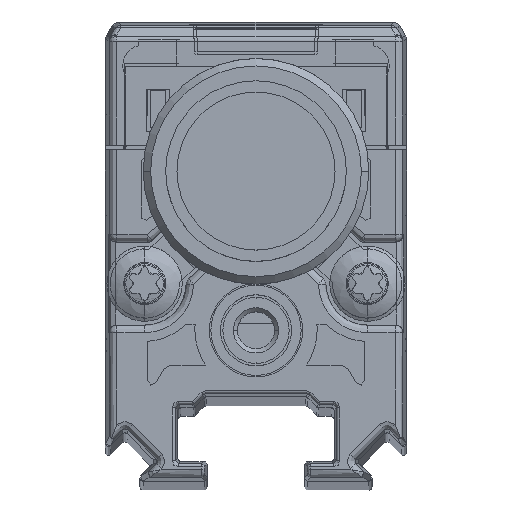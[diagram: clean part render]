
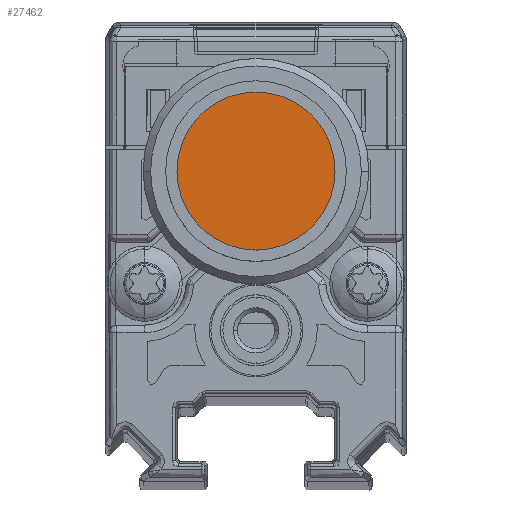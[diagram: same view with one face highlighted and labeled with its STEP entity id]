
A CAD part, top view. The second image highlights one B-rep face of the part: STEP entity #27462.
In plain terms, the highlighted face is planar.
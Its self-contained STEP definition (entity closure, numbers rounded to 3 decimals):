
#26662=CARTESIAN_POINT('',(0.,0.,0.));
#26663=DIRECTION('',(0.,-1.,0.));
#26664=DIRECTION('',(1.,0.,0.));
#26665=AXIS2_PLACEMENT_3D('',#26662,#26663,#26664);
#26667=CARTESIAN_POINT('',(0.,0.,0.));
#26668=DIRECTION('',(0.,-1.,0.));
#26669=DIRECTION('',(-1.,0.,0.));
#26670=AXIS2_PLACEMENT_3D('',#26667,#26668,#26669);
#26768=CARTESIAN_POINT('',(-5.25,0.,0.));
#26769=VERTEX_POINT('',#26768);
#26770=CARTESIAN_POINT('',(5.25,0.,0.));
#26771=VERTEX_POINT('',#26770);
#27453=CARTESIAN_POINT('',(0.,0.,0.));
#27454=DIRECTION('',(0.,-1.,0.));
#27455=DIRECTION('',(1.,0.,0.));
#27456=AXIS2_PLACEMENT_3D('',#27453,#27454,#27455);
#27457=PLANE('',#27456);
#27458=ORIENTED_EDGE('',*,*,#27439,.T.);
#27459=ORIENTED_EDGE('',*,*,#27421,.T.);
#27460=EDGE_LOOP('',(#27458,#27459));
#27461=FACE_OUTER_BOUND('',#27460,.F.);
#27462=ADVANCED_FACE('',(#27461),#27457,.F.);
#26666=CIRCLE('',#26665,5.25);
#26671=CIRCLE('',#26670,5.25);
#27421=EDGE_CURVE('',#26769,#26771,#26671,.T.);
#27439=EDGE_CURVE('',#26771,#26769,#26666,.T.);
